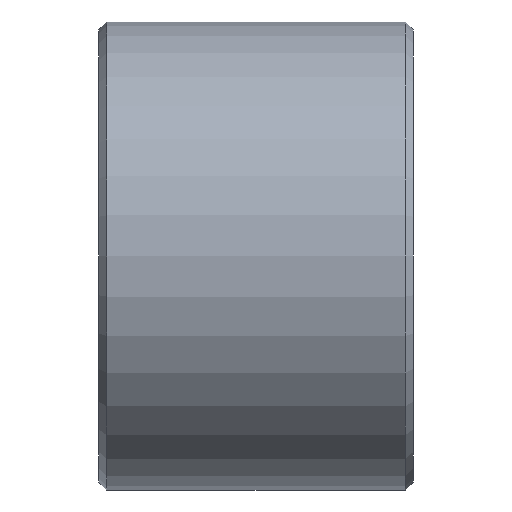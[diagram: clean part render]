
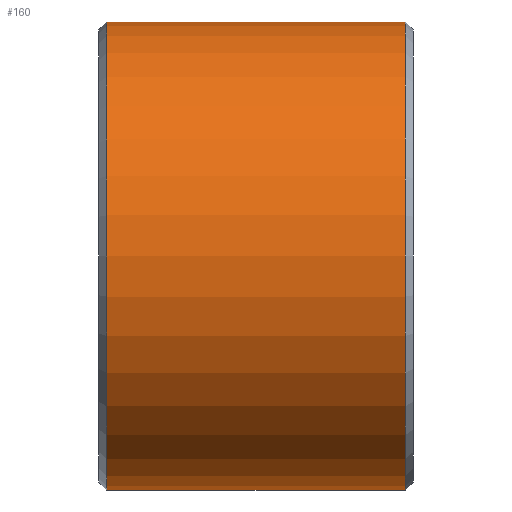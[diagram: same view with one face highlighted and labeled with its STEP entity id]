
A CAD part, left-side view. The second image highlights one B-rep face of the part: STEP entity #160.
In plain terms, the highlighted cylindrical face has radius 2.975 mm (diameter 5.95 mm), a partial arc.
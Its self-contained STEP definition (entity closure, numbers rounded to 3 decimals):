
#1 = LINE ( 'NONE', #28, #243 ) ;
#5 = EDGE_LOOP ( 'NONE', ( #360, #234, #97, #173 ) ) ;
#28 = CARTESIAN_POINT ( 'NONE',  ( 0., 2., -2.975 ) ) ;
#42 = VERTEX_POINT ( 'NONE', #187 ) ;
#59 = CARTESIAN_POINT ( 'NONE',  ( 0., -1.9, 0. ) ) ;
#64 = DIRECTION ( 'NONE',  ( 0., -1., 0. ) ) ;
#81 = DIRECTION ( 'NONE',  ( 0., 0., -1. ) ) ;
#97 = ORIENTED_EDGE ( 'NONE', *, *, #287, .T. ) ;
#99 = DIRECTION ( 'NONE',  ( 0., -1., 0. ) ) ;
#119 = VERTEX_POINT ( 'NONE', #290 ) ;
#132 = DIRECTION ( 'NONE',  ( 0., -1., 0. ) ) ;
#140 = EDGE_CURVE ( 'NONE', #42, #438, #172, .T. ) ;
#153 = CIRCLE ( 'NONE', #344, 2.975 ) ;
#160 = ADVANCED_FACE ( 'NONE', ( #424 ), #211, .T. ) ;
#164 = DIRECTION ( 'NONE',  ( 0., 0., 1. ) ) ;
#167 = CARTESIAN_POINT ( 'NONE',  ( 0., 1.9, 0. ) ) ;
#172 = CIRCLE ( 'NONE', #185, 2.975 ) ;
#173 = ORIENTED_EDGE ( 'NONE', *, *, #140, .T. ) ;
#185 = AXIS2_PLACEMENT_3D ( 'NONE', #59, #189, #329 ) ;
#187 = CARTESIAN_POINT ( 'NONE',  ( 0., -1.9, -2.975 ) ) ;
#189 = DIRECTION ( 'NONE',  ( 0., 1., 0. ) ) ;
#211 = CYLINDRICAL_SURFACE ( 'NONE', #390, 2.975 ) ;
#229 = CARTESIAN_POINT ( 'NONE',  ( 0., 2., 2.975 ) ) ;
#234 = ORIENTED_EDGE ( 'NONE', *, *, #324, .T. ) ;
#243 = VECTOR ( 'NONE', #64, 1000. ) ;
#255 = CARTESIAN_POINT ( 'NONE',  ( 0., 2., 0. ) ) ;
#287 = EDGE_CURVE ( 'NONE', #119, #42, #1, .T. ) ;
#290 = CARTESIAN_POINT ( 'NONE',  ( 0., 1.9, -2.975 ) ) ;
#314 = VECTOR ( 'NONE', #132, 1000. ) ;
#315 = CARTESIAN_POINT ( 'NONE',  ( 0., -1.9, 2.975 ) ) ;
#324 = EDGE_CURVE ( 'NONE', #373, #119, #153, .T. ) ;
#329 = DIRECTION ( 'NONE',  ( 0., 0., 1. ) ) ;
#344 = AXIS2_PLACEMENT_3D ( 'NONE', #167, #99, #164 ) ;
#360 = ORIENTED_EDGE ( 'NONE', *, *, #378, .F. ) ;
#363 = DIRECTION ( 'NONE',  ( 0., -1., 0. ) ) ;
#373 = VERTEX_POINT ( 'NONE', #434 ) ;
#378 = EDGE_CURVE ( 'NONE', #373, #438, #412, .T. ) ;
#390 = AXIS2_PLACEMENT_3D ( 'NONE', #255, #363, #81 ) ;
#412 = LINE ( 'NONE', #229, #314 ) ;
#424 = FACE_OUTER_BOUND ( 'NONE', #5, .T. ) ;
#434 = CARTESIAN_POINT ( 'NONE',  ( 0., 1.9, 2.975 ) ) ;
#438 = VERTEX_POINT ( 'NONE', #315 ) ;
